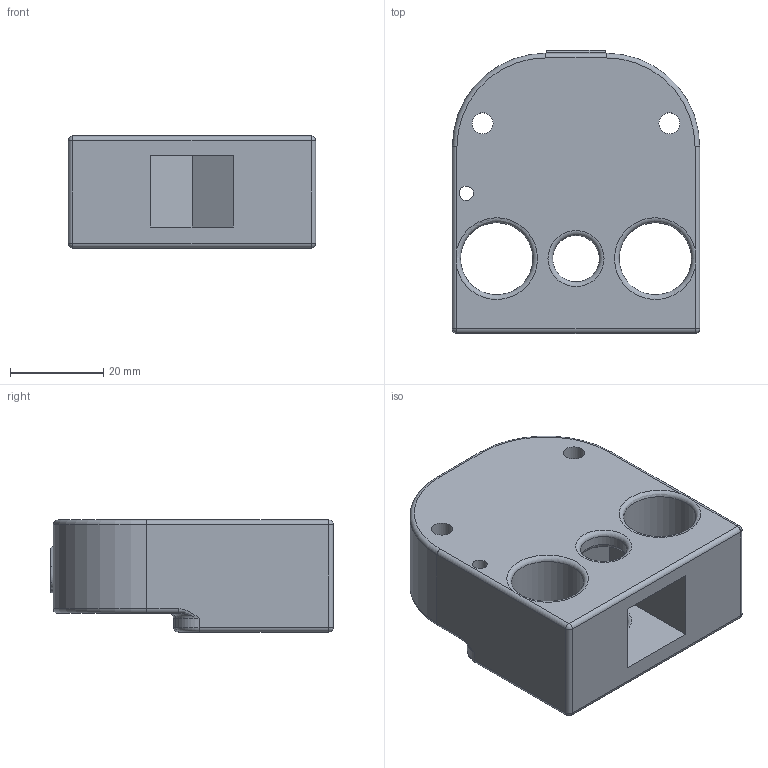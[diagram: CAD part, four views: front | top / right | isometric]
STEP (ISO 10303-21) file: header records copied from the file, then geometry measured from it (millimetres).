
FILE_DESCRIPTION(/* description */ (''),/* implementation_level */ '2;1');
FILE_NAME(/* name */ '07 - carrier block B.stp',/* time_stamp */ '2023-01-17T10:51:40+01:00',/* author */ ('JN'),/* organization */ (''),/* preprocessor_version */ 'ST-DEVELOPER v18.1',/* originating_system */ 'Autodesk Inventor 2022',/* authorisation */ '');
FILE_SCHEMA (('AUTOMOTIVE_DESIGN { 1 0 10303 214 3 1 1 }'));
Length unit declared in the file: millimetre
Products named in the file (1): stamp B
Bounding box: 53 x 60.6 x 24 mm (x, y, z)
Volume: 49132.7 mm3; surface area: 14446.5 mm2
Topology: 1 solids, 1 shells, 89 faces, 233 edges, 144 vertices
Faces by surface type: plane 27, cylinder 24, torus 18, bspline 16, sphere 4
Full cylindrical faces by diameter (mm): 3.1 x1, 4.5 x2, 10 x2, 15.5 x2
Entity records: 3042 total; most frequent: CARTESIAN_POINT 849, ORIENTED_EDGE 462, DIRECTION 429, EDGE_CURVE 231, AXIS2_PLACEMENT_3D 162, VERTEX_POINT 144, LINE 105, VECTOR 105
